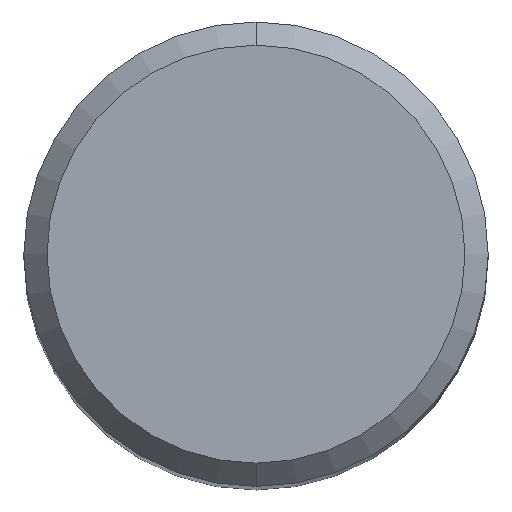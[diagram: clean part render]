
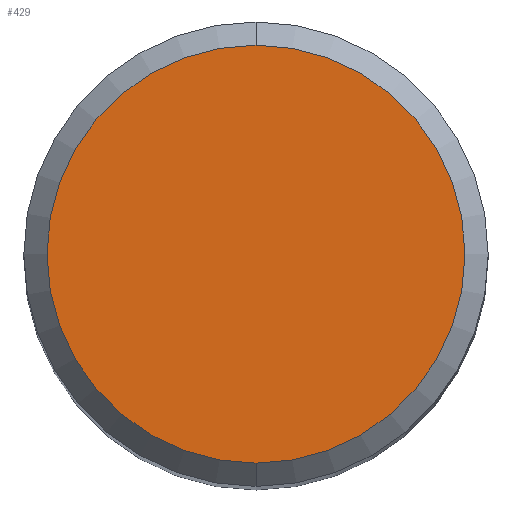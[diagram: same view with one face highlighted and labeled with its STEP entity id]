
A CAD part, top view. The second image highlights one B-rep face of the part: STEP entity #429.
In plain terms, the highlighted planar face has unit normal (0, 0, 1).
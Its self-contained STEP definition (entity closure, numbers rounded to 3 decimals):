
#205=EDGE_CURVE('',#381,#379,#505,.T.);
#243=EDGE_CURVE('',#379,#381,#547,.T.);
#379=VERTEX_POINT('',#696);
#381=VERTEX_POINT('',#698);
#429=ADVANCED_FACE('',(#754),#755,.T.);
#505=CIRCLE('',#840,3.6);
#547=CIRCLE('',#933,3.6);
#696=CARTESIAN_POINT('',(0.0,3.6,0.0));
#698=CARTESIAN_POINT('',(0.,-3.6,0.0));
#754=FACE_OUTER_BOUND('',#1353,.T.);
#755=PLANE('',#1354);
#840=AXIS2_PLACEMENT_3D('',#1458,#1459,#1460);
#933=AXIS2_PLACEMENT_3D('',#1511,#1512,#1513);
#1353=EDGE_LOOP('',(#1748,#1749));
#1354=AXIS2_PLACEMENT_3D('',#1750,#1751,#1752);
#1458=CARTESIAN_POINT('',(0.0,0.0,0.0));
#1459=DIRECTION('',(0.0,0.0,-1.0));
#1460=DIRECTION('',(0.0,1.0,0.0));
#1511=CARTESIAN_POINT('',(0.0,0.0,0.0));
#1512=DIRECTION('',(0.0,0.0,-1.0));
#1513=DIRECTION('',(0.0,1.0,0.0));
#1748=ORIENTED_EDGE('',*,*,#243,.F.);
#1749=ORIENTED_EDGE('',*,*,#205,.F.);
#1750=CARTESIAN_POINT('',(0.0,1.8,0.0));
#1751=DIRECTION('',(-0.0,0.0,1.0));
#1752=DIRECTION('',(0.0,-1.0,0.0));
